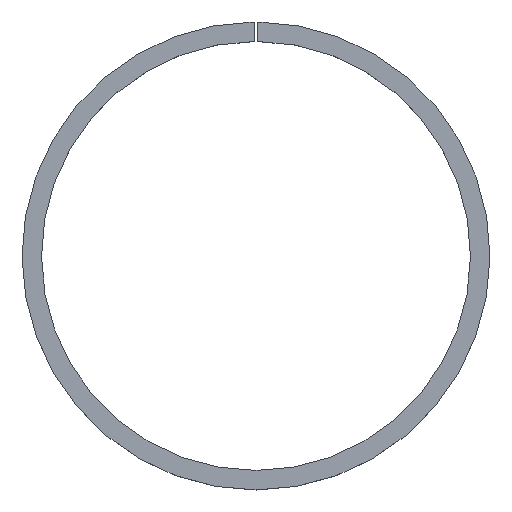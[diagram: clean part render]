
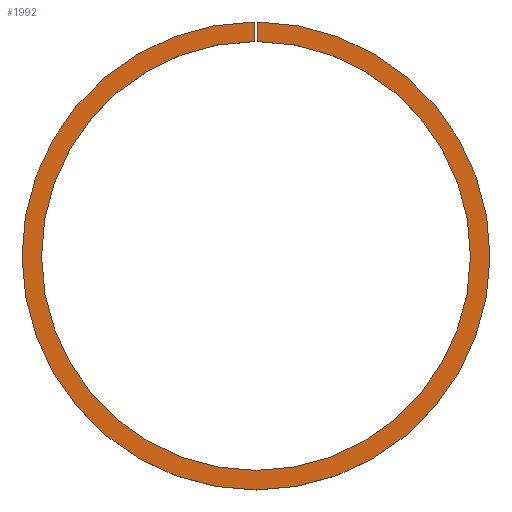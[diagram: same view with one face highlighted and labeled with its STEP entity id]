
A CAD part, top view. The second image highlights one B-rep face of the part: STEP entity #1992.
In plain terms, the highlighted planar face has unit normal (0, 0, 1).
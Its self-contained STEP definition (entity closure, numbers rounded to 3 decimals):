
#24 = DIRECTION ( 'NONE',  ( 0., 0., -1. ) ) ;
#91 = DIRECTION ( 'NONE',  ( 0., 0., -1. ) ) ;
#696 = EDGE_CURVE ( 'NONE', #4806, #8284, #3166, .T. ) ;
#1428 = CARTESIAN_POINT ( 'NONE',  ( -0.5, 0., 6. ) ) ;
#1477 = VECTOR ( 'NONE', #1644, 1000. ) ;
#1644 = DIRECTION ( 'NONE',  ( 0., 1., 0. ) ) ;
#1992 = ADVANCED_FACE ( 'NONE', ( #2301 ), #2861, .F. ) ;
#2259 = ORIENTED_EDGE ( 'NONE', *, *, #696, .T. ) ;
#2301 = FACE_OUTER_BOUND ( 'NONE', #11965, .T. ) ;
#2861 = PLANE ( 'NONE',  #11506 ) ;
#2977 = DIRECTION ( 'NONE',  ( 0., 1., 0. ) ) ;
#3166 = CIRCLE ( 'NONE', #11763, 55. ) ;
#3792 = DIRECTION ( 'NONE',  ( -1., 0., 0. ) ) ;
#3964 = CARTESIAN_POINT ( 'NONE',  ( 0., 0., 6. ) ) ;
#4131 = CARTESIAN_POINT ( 'NONE',  ( 0.5, 54.998, 6. ) ) ;
#4608 = EDGE_CURVE ( 'NONE', #8284, #7820, #6065, .T. ) ;
#4806 = VERTEX_POINT ( 'NONE', #4131 ) ;
#4812 = DIRECTION ( 'NONE',  ( -1., 0., 0. ) ) ;
#5254 = CARTESIAN_POINT ( 'NONE',  ( 0.5, 59.998, 6. ) ) ;
#5385 = DIRECTION ( 'NONE',  ( -1., 0., 0. ) ) ;
#5643 = CARTESIAN_POINT ( 'NONE',  ( 0., -55., 6. ) ) ;
#6065 = LINE ( 'NONE', #1428, #7540 ) ;
#6812 = ORIENTED_EDGE ( 'NONE', *, *, #12059, .F. ) ;
#7540 = VECTOR ( 'NONE', #2977, 1000. ) ;
#7820 = VERTEX_POINT ( 'NONE', #10338 ) ;
#8209 = AXIS2_PLACEMENT_3D ( 'NONE', #3964, #91, #4812 ) ;
#8284 = VERTEX_POINT ( 'NONE', #8585 ) ;
#8356 = CIRCLE ( 'NONE', #8209, 60. ) ;
#8585 = CARTESIAN_POINT ( 'NONE',  ( -0.5, 54.998, 6. ) ) ;
#10115 = CARTESIAN_POINT ( 'NONE',  ( 0., 0., 6. ) ) ;
#10220 = ORIENTED_EDGE ( 'NONE', *, *, #11108, .F. ) ;
#10338 = CARTESIAN_POINT ( 'NONE',  ( -0.5, 59.998, 6. ) ) ;
#10484 = VERTEX_POINT ( 'NONE', #5254 ) ;
#11006 = DIRECTION ( 'NONE',  ( 0., 0., -1. ) ) ;
#11058 = ORIENTED_EDGE ( 'NONE', *, *, #4608, .T. ) ;
#11108 = EDGE_CURVE ( 'NONE', #4806, #10484, #11173, .T. ) ;
#11173 = LINE ( 'NONE', #11941, #1477 ) ;
#11506 = AXIS2_PLACEMENT_3D ( 'NONE', #5643, #24, #3792 ) ;
#11763 = AXIS2_PLACEMENT_3D ( 'NONE', #10115, #11006, #5385 ) ;
#11941 = CARTESIAN_POINT ( 'NONE',  ( 0.5, 0., 6. ) ) ;
#11965 = EDGE_LOOP ( 'NONE', ( #6812, #10220, #2259, #11058 ) ) ;
#12059 = EDGE_CURVE ( 'NONE', #10484, #7820, #8356, .T. ) ;
